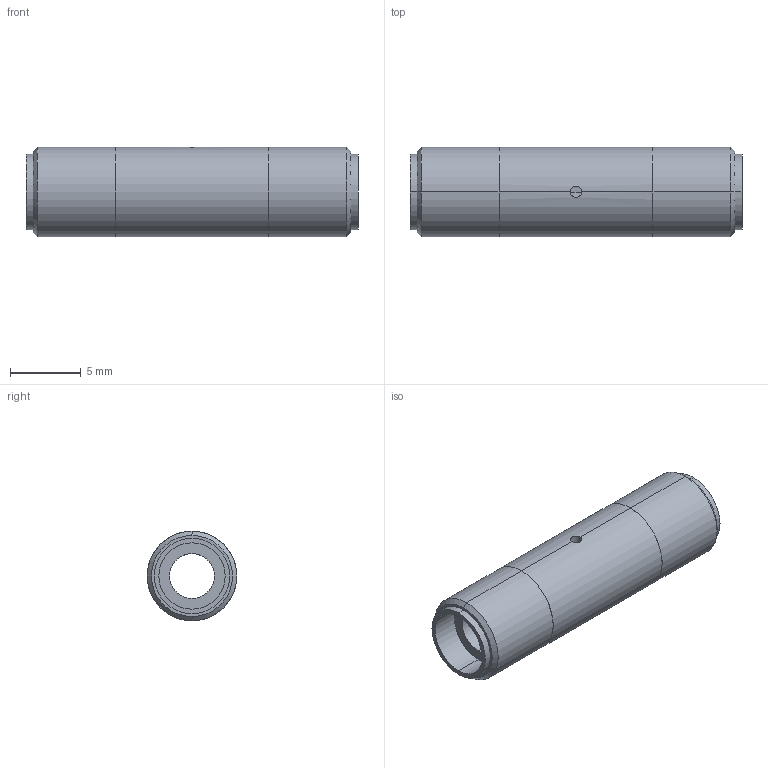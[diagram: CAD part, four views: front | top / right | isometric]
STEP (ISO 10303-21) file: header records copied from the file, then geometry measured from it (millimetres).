
FILE_DESCRIPTION (( 'STEP AP214' ), '1' );
FILE_NAME ('151-FC-UHV.STEP', '2014-07-22T12:20:29', ( '' ), ( '' ), 'SwSTEP 2.0', 'SolidWorks 2014', '' );
FILE_SCHEMA (( 'AUTOMOTIVE_DESIGN' ));
Length unit declared in the file: millimetre
Products named in the file (1): 151-FC-UHV
Bounding box: 23.5 x 6.35 x 6.35 mm (x, y, z)
Volume: 507.3 mm3; surface area: 761.3 mm2
Topology: 1 solids, 1 shells, 30 faces, 64 edges, 40 vertices
Faces by surface type: cylinder 18, plane 8, cone 4
Entity records: 956 total; most frequent: CARTESIAN_POINT 171, DIRECTION 158, ORIENTED_EDGE 128, AXIS2_PLACEMENT_3D 67, EDGE_CURVE 64, VERTEX_POINT 40, EDGE_LOOP 38, CIRCLE 36
